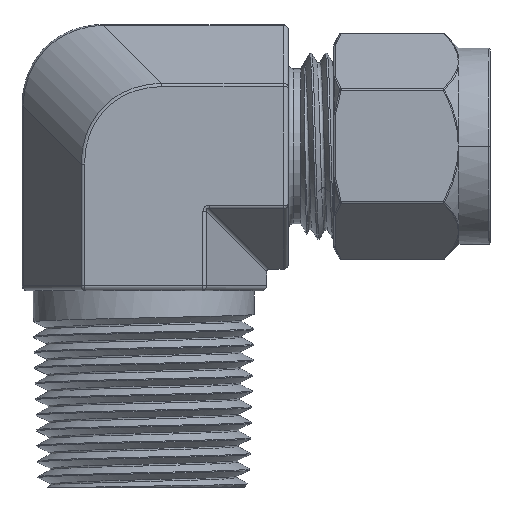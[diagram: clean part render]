
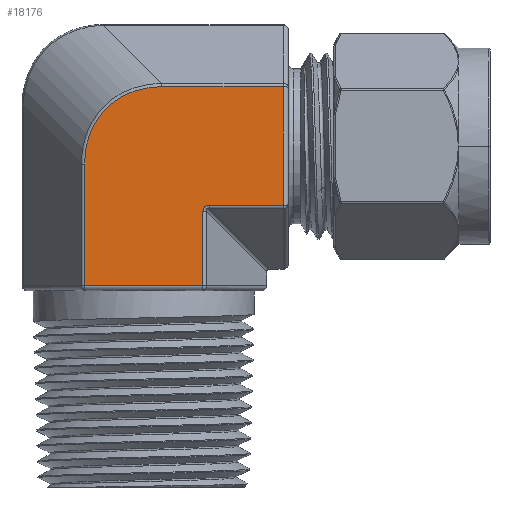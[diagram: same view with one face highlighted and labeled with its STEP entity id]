
A CAD part, top view. The second image highlights one B-rep face of the part: STEP entity #18176.
In plain terms, the highlighted planar face has unit normal (0, 0, 1).
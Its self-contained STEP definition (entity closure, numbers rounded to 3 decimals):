
#7070=DIRECTION('',(1.,0.,0.));
#7071=VECTOR('',#7070,7.185);
#7072=CARTESIAN_POINT('',(6.315,-5.73,10.3));
#7073=LINE('',#7072,#7071);
#7077=CARTESIAN_POINT('',(5.73,-6.315,10.3));
#7078=CARTESIAN_POINT('',(5.73,-6.295,10.3));
#7079=CARTESIAN_POINT('',(5.732,-6.257,10.3));
#7080=CARTESIAN_POINT('',(5.738,-6.203,10.3));
#7081=CARTESIAN_POINT('',(5.749,-6.152,10.3));
#7082=CARTESIAN_POINT('',(5.763,-6.104,10.3));
#7083=CARTESIAN_POINT('',(5.78,-6.06,10.3));
#7084=CARTESIAN_POINT('',(5.8,-6.019,10.3));
#7085=CARTESIAN_POINT('',(5.822,-5.982,10.3));
#7086=CARTESIAN_POINT('',(5.846,-5.948,10.3));
#7087=CARTESIAN_POINT('',(5.872,-5.916,10.3));
#7088=CARTESIAN_POINT('',(5.9,-5.886,10.3));
#7089=CARTESIAN_POINT('',(5.931,-5.859,10.3));
#7090=CARTESIAN_POINT('',(5.965,-5.833,10.3));
#7091=CARTESIAN_POINT('',(6.002,-5.809,10.3));
#7092=CARTESIAN_POINT('',(6.044,-5.787,10.3));
#7093=CARTESIAN_POINT('',(6.09,-5.768,10.3));
#7094=CARTESIAN_POINT('',(6.139,-5.752,10.3));
#7095=CARTESIAN_POINT('',(6.193,-5.74,10.3));
#7096=CARTESIAN_POINT('',(6.252,-5.732,10.3));
#7097=CARTESIAN_POINT('',(6.293,-5.73,10.3));
#7098=CARTESIAN_POINT('',(6.315,-5.73,10.3));
#7103=DIRECTION('',(0.,1.,0.));
#7104=VECTOR('',#7103,7.185);
#7105=CARTESIAN_POINT('',(5.73,-13.5,10.3));
#7106=LINE('',#7105,#7104);
#7110=DIRECTION('',(-1.,0.,0.));
#7111=VECTOR('',#7110,11.46);
#7112=CARTESIAN_POINT('',(5.73,-13.5,10.3));
#7113=LINE('',#7112,#7111);
#7117=DIRECTION('',(0.,1.,0.));
#7118=VECTOR('',#7117,11.761);
#7119=CARTESIAN_POINT('',(-5.73,-13.5,10.3));
#7120=LINE('',#7119,#7118);
#7124=CARTESIAN_POINT('',(-5.73,-1.739,10.3));
#7125=CARTESIAN_POINT('',(-5.73,-1.59,10.3));
#7126=CARTESIAN_POINT('',(-5.723,-1.297,10.3));
#7127=CARTESIAN_POINT('',(-5.693,-0.876,10.3));
#7128=CARTESIAN_POINT('',(-5.643,-0.465,10.3));
#7129=CARTESIAN_POINT('',(-5.575,-0.067,10.3));
#7130=CARTESIAN_POINT('',(-5.49,0.32,10.3));
#7131=CARTESIAN_POINT('',(-5.388,0.694,10.3));
#7132=CARTESIAN_POINT('',(-5.269,1.055,10.3));
#7133=CARTESIAN_POINT('',(-5.135,1.404,10.3));
#7134=CARTESIAN_POINT('',(-4.986,1.74,10.3));
#7135=CARTESIAN_POINT('',(-4.822,2.064,10.3));
#7136=CARTESIAN_POINT('',(-4.644,2.375,10.3));
#7137=CARTESIAN_POINT('',(-4.452,2.673,10.3));
#7138=CARTESIAN_POINT('',(-4.246,2.959,10.3));
#7139=CARTESIAN_POINT('',(-4.027,3.233,10.3));
#7140=CARTESIAN_POINT('',(-3.795,3.494,10.3));
#7141=CARTESIAN_POINT('',(-3.549,3.742,10.3));
#7142=CARTESIAN_POINT('',(-3.29,3.978,10.3));
#7143=CARTESIAN_POINT('',(-3.018,4.201,10.3));
#7144=CARTESIAN_POINT('',(-2.733,4.411,10.3));
#7145=CARTESIAN_POINT('',(-2.434,4.607,10.3));
#7146=CARTESIAN_POINT('',(-2.122,4.79,10.3));
#7147=CARTESIAN_POINT('',(-1.796,4.959,10.3));
#7148=CARTESIAN_POINT('',(-1.457,5.113,10.3));
#7149=CARTESIAN_POINT('',(-1.104,5.252,10.3));
#7150=CARTESIAN_POINT('',(-0.737,5.375,10.3));
#7151=CARTESIAN_POINT('',(-0.357,5.481,10.3));
#7152=CARTESIAN_POINT('',(0.036,5.569,10.3));
#7153=CARTESIAN_POINT('',(0.442,5.64,10.3));
#7154=CARTESIAN_POINT('',(0.862,5.691,10.3));
#7155=CARTESIAN_POINT('',(1.293,5.723,10.3));
#7156=CARTESIAN_POINT('',(1.589,5.73,10.3));
#7157=CARTESIAN_POINT('',(1.739,5.73,10.3));
#7162=DIRECTION('',(1.,0.,0.));
#7163=VECTOR('',#7162,11.761);
#7164=CARTESIAN_POINT('',(1.739,5.73,10.3));
#7165=LINE('',#7164,#7163);
#7169=DIRECTION('',(0.,-1.,0.));
#7170=VECTOR('',#7169,11.46);
#7171=CARTESIAN_POINT('',(13.5,5.73,10.3));
#7172=LINE('',#7171,#7170);
#13469=CARTESIAN_POINT('',(6.315,-5.73,10.3));
#13470=CARTESIAN_POINT('',(13.5,-5.73,10.3));
#13471=VERTEX_POINT('',#13469);
#13472=VERTEX_POINT('',#13470);
#13473=VERTEX_POINT('',#7077);
#13475=CARTESIAN_POINT('',(5.73,-13.5,10.3));
#13476=VERTEX_POINT('',#13475);
#13479=CARTESIAN_POINT('',(1.739,5.73,10.3));
#13480=CARTESIAN_POINT('',(13.5,5.73,10.3));
#13481=VERTEX_POINT('',#13479);
#13482=VERTEX_POINT('',#13480);
#13488=VERTEX_POINT('',#7124);
#13491=CARTESIAN_POINT('',(-5.73,-13.5,10.3));
#13492=VERTEX_POINT('',#13491);
#18155=CARTESIAN_POINT('',(0.,5.947,10.3));
#18156=DIRECTION('',(0.,0.,1.));
#18157=DIRECTION('',(0.,-1.,0.));
#18158=AXIS2_PLACEMENT_3D('',#18155,#18156,#18157);
#18159=PLANE('',#18158);
#18161=ORIENTED_EDGE('',*,*,#18160,.F.);
#18163=ORIENTED_EDGE('',*,*,#18162,.F.);
#18164=ORIENTED_EDGE('',*,*,#18146,.F.);
#18165=ORIENTED_EDGE('',*,*,#17892,.T.);
#18167=ORIENTED_EDGE('',*,*,#18166,.T.);
#18169=ORIENTED_EDGE('',*,*,#18168,.T.);
#18171=ORIENTED_EDGE('',*,*,#18170,.T.);
#18173=ORIENTED_EDGE('',*,*,#18172,.T.);
#18174=EDGE_LOOP('',(#18161,#18163,#18164,#18165,#18167,#18169,#18171,#18173));
#18175=FACE_OUTER_BOUND('',#18174,.F.);
#7099=B_SPLINE_CURVE_WITH_KNOTS('',3,(#7077,#7078,#7079,#7080,#7081,#7082,#7083,
#7084,#7085,#7086,#7087,#7088,#7089,#7090,#7091,#7092,#7093,#7094,#7095,#7096,
#7097,#7098),.UNSPECIFIED.,.F.,.F.,(4,1,1,1,1,1,1,1,1,1,1,1,1,1,1,1,1,1,1,4),(
0.,0.053,0.105,0.158,0.211,
0.263,0.316,0.368,0.421,
0.474,0.526,0.579,0.632,
0.684,0.737,0.789,0.842,
0.895,0.947,1.),.UNSPECIFIED.);
#7158=B_SPLINE_CURVE_WITH_KNOTS('',3,(#7124,#7125,#7126,#7127,#7128,#7129,#7130,
#7131,#7132,#7133,#7134,#7135,#7136,#7137,#7138,#7139,#7140,#7141,#7142,#7143,
#7144,#7145,#7146,#7147,#7148,#7149,#7150,#7151,#7152,#7153,#7154,#7155,#7156,
#7157),.UNSPECIFIED.,.F.,.F.,(4,1,1,1,1,1,1,1,1,1,1,1,1,1,1,1,1,1,1,1,1,1,1,1,1,
1,1,1,1,1,1,4),(0.,0.032,0.065,0.097,
0.129,0.161,0.194,0.226,
0.258,0.29,0.323,0.355,
0.387,0.419,0.452,0.484,
0.516,0.548,0.581,0.613,
0.645,0.677,0.71,0.742,
0.774,0.806,0.839,0.871,
0.903,0.935,0.968,1.),.UNSPECIFIED.);
#17892=EDGE_CURVE('',#13476,#13492,#7113,.T.);
#18146=EDGE_CURVE('',#13476,#13473,#7106,.T.);
#18160=EDGE_CURVE('',#13471,#13472,#7073,.T.);
#18162=EDGE_CURVE('',#13473,#13471,#7099,.T.);
#18166=EDGE_CURVE('',#13492,#13488,#7120,.T.);
#18168=EDGE_CURVE('',#13488,#13481,#7158,.T.);
#18170=EDGE_CURVE('',#13481,#13482,#7165,.T.);
#18172=EDGE_CURVE('',#13482,#13472,#7172,.T.);
#18176=ADVANCED_FACE('',(#18175),#18159,.T.);
